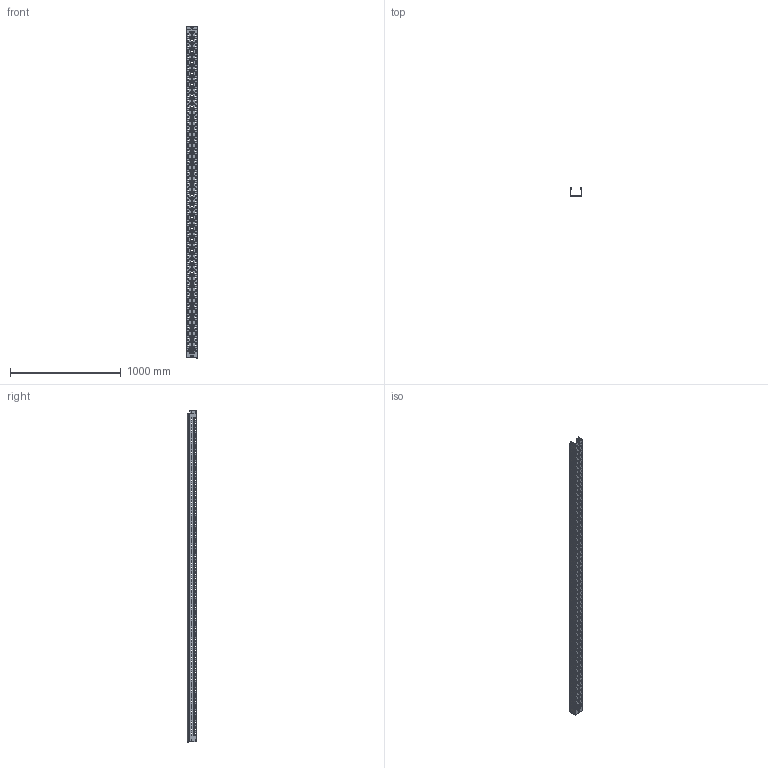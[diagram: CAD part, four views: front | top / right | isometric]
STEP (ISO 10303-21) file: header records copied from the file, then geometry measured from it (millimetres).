
FILE_DESCRIPTION (( 'STEP AP203' ), '1' );
FILE_NAME ('Perforated tray 80õ100õ3000.STEP', '2017-11-20T07:43:48', ( '' ), ( '' ), 'SwSTEP 2.0', 'SolidWorks 2017', '' );
FILE_SCHEMA (( 'CONFIG_CONTROL_DESIGN' ));
Products named in the file (1): Perforated tray 80õ100õ3000
Bounding box: 103.17 x 81.48 x 3000 mm (x, y, z)
Volume: 529924.6 mm3; surface area: 1542073.3 mm2
Topology: 1 solids, 1 shells, 3561 faces, 9499 edges, 6066 vertices
Faces by surface type: cylinder 1612, plane 1114, torus 750, bspline 85
Entity records: 119942 total; most frequent: CARTESIAN_POINT 26063, DIRECTION 20712, ORIENTED_EDGE 18966, EDGE_CURVE 9483, AXIS2_PLACEMENT_3D 7978, VERTEX_POINT 6066, LINE 4756, VECTOR 4756
